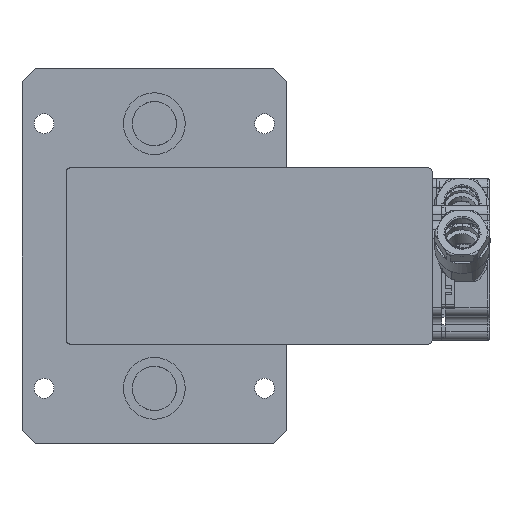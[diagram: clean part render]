
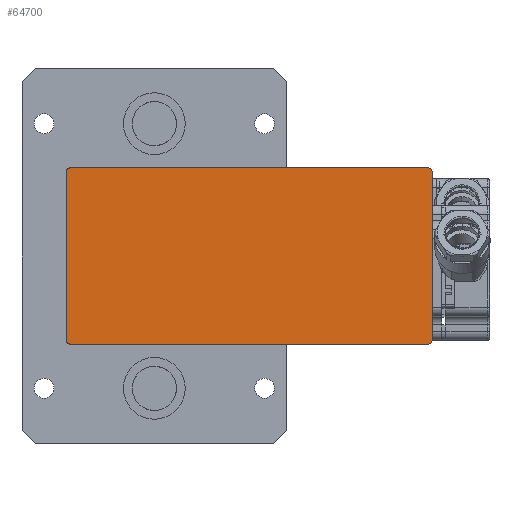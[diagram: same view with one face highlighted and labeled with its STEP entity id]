
A CAD part, front view. The second image highlights one B-rep face of the part: STEP entity #64700.
In plain terms, the highlighted face is planar.
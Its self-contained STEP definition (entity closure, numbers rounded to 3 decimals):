
#604 = VERTEX_POINT ( 'NONE', #31973 ) ;
#1295 = DIRECTION ( 'NONE',  ( -1., 0., 0. ) ) ;
#1706 = CARTESIAN_POINT ( 'NONE',  ( -19., -20., -36. ) ) ;
#1809 = CARTESIAN_POINT ( 'NONE',  ( 19., 62., -36. ) ) ;
#1863 = CARTESIAN_POINT ( 'NONE',  ( -20., -19., -36. ) ) ;
#4376 = VERTEX_POINT ( 'NONE', #18660 ) ;
#5574 = EDGE_CURVE ( 'NONE', #59836, #50211, #31221, .T. ) ;
#5823 = VECTOR ( 'NONE', #31974, 1000. ) ;
#6706 = CARTESIAN_POINT ( 'NONE',  ( -19., -19., -36. ) ) ;
#8284 = ORIENTED_EDGE ( 'NONE', *, *, #5574, .T. ) ;
#9246 = AXIS2_PLACEMENT_3D ( 'NONE', #1809, #18450, #18820 ) ;
#10564 = AXIS2_PLACEMENT_3D ( 'NONE', #50598, #67665, #62228 ) ;
#11805 = PLANE ( 'NONE',  #51984 ) ;
#11843 = CARTESIAN_POINT ( 'NONE',  ( 19., 63., -36. ) ) ;
#12254 = DIRECTION ( 'NONE',  ( 1., 0., 0. ) ) ;
#12873 = LINE ( 'NONE', #17919, #17517 ) ;
#12888 = CIRCLE ( 'NONE', #10564, 1. ) ;
#13265 = DIRECTION ( 'NONE',  ( -1., 0., 0. ) ) ;
#14048 = EDGE_CURVE ( 'NONE', #24875, #68020, #23292, .T. ) ;
#16041 = CARTESIAN_POINT ( 'NONE',  ( 19., -20., -36. ) ) ;
#16368 = ORIENTED_EDGE ( 'NONE', *, *, #47667, .T. ) ;
#17517 = VECTOR ( 'NONE', #23716, 1000. ) ;
#17824 = CARTESIAN_POINT ( 'NONE',  ( 20., -19., -36. ) ) ;
#17919 = CARTESIAN_POINT ( 'NONE',  ( 20., 62., -36. ) ) ;
#17964 = CARTESIAN_POINT ( 'NONE',  ( 19., -19., -36. ) ) ;
#18450 = DIRECTION ( 'NONE',  ( 0., 0., -1. ) ) ;
#18660 = CARTESIAN_POINT ( 'NONE',  ( 19., -20., -36. ) ) ;
#18820 = DIRECTION ( 'NONE',  ( -1., 0., 0. ) ) ;
#18926 = EDGE_CURVE ( 'NONE', #50211, #71622, #12873, .T. ) ;
#19259 = CARTESIAN_POINT ( 'NONE',  ( -20., -19., -36. ) ) ;
#23292 = CIRCLE ( 'NONE', #61562, 1. ) ;
#23716 = DIRECTION ( 'NONE',  ( 0., -1., 0. ) ) ;
#24875 = VERTEX_POINT ( 'NONE', #1706 ) ;
#25460 = EDGE_CURVE ( 'NONE', #4376, #24875, #26943, .T. ) ;
#26943 = LINE ( 'NONE', #16041, #5823 ) ;
#28911 = CARTESIAN_POINT ( 'NONE',  ( -19., 63., -36. ) ) ;
#29778 = VECTOR ( 'NONE', #12254, 1000. ) ;
#30514 = ORIENTED_EDGE ( 'NONE', *, *, #54452, .T. ) ;
#31221 = CIRCLE ( 'NONE', #9246, 1. ) ;
#31582 = CIRCLE ( 'NONE', #37384, 1. ) ;
#31973 = CARTESIAN_POINT ( 'NONE',  ( -20., 62., -36. ) ) ;
#31974 = DIRECTION ( 'NONE',  ( -1., 0., 0. ) ) ;
#34335 = LINE ( 'NONE', #28911, #29778 ) ;
#35916 = CARTESIAN_POINT ( 'NONE',  ( -19., -19., -36. ) ) ;
#36621 = DIRECTION ( 'NONE',  ( -1., 0., 0. ) ) ;
#36983 = DIRECTION ( 'NONE',  ( 0., 0., -1. ) ) ;
#37384 = AXIS2_PLACEMENT_3D ( 'NONE', #17964, #66940, #13265 ) ;
#39862 = EDGE_LOOP ( 'NONE', ( #53370, #30514, #39956, #47228, #8284, #67199, #16368, #61302 ) ) ;
#39956 = ORIENTED_EDGE ( 'NONE', *, *, #43808, .T. ) ;
#43808 = EDGE_CURVE ( 'NONE', #604, #53888, #12888, .T. ) ;
#46490 = LINE ( 'NONE', #19259, #47111 ) ;
#47111 = VECTOR ( 'NONE', #63525, 1000. ) ;
#47228 = ORIENTED_EDGE ( 'NONE', *, *, #54806, .T. ) ;
#47667 = EDGE_CURVE ( 'NONE', #71622, #4376, #31582, .T. ) ;
#50211 = VERTEX_POINT ( 'NONE', #59037 ) ;
#50598 = CARTESIAN_POINT ( 'NONE',  ( -19., 62., -36. ) ) ;
#51984 = AXIS2_PLACEMENT_3D ( 'NONE', #6706, #67953, #1295 ) ;
#53370 = ORIENTED_EDGE ( 'NONE', *, *, #14048, .T. ) ;
#53888 = VERTEX_POINT ( 'NONE', #71233 ) ;
#54452 = EDGE_CURVE ( 'NONE', #68020, #604, #46490, .T. ) ;
#54806 = EDGE_CURVE ( 'NONE', #53888, #59836, #34335, .T. ) ;
#56358 = FACE_OUTER_BOUND ( 'NONE', #39862, .T. ) ;
#59037 = CARTESIAN_POINT ( 'NONE',  ( 20., 62., -36. ) ) ;
#59836 = VERTEX_POINT ( 'NONE', #11843 ) ;
#61302 = ORIENTED_EDGE ( 'NONE', *, *, #25460, .T. ) ;
#61562 = AXIS2_PLACEMENT_3D ( 'NONE', #35916, #36983, #36621 ) ;
#62228 = DIRECTION ( 'NONE',  ( -1., 0., 0. ) ) ;
#63525 = DIRECTION ( 'NONE',  ( 0., 1., 0. ) ) ;
#64700 = ADVANCED_FACE ( 'NONE', ( #56358 ), #11805, .T. ) ;
#66940 = DIRECTION ( 'NONE',  ( 0., 0., -1. ) ) ;
#67199 = ORIENTED_EDGE ( 'NONE', *, *, #18926, .T. ) ;
#67665 = DIRECTION ( 'NONE',  ( 0., 0., -1. ) ) ;
#67953 = DIRECTION ( 'NONE',  ( 0., 0., -1. ) ) ;
#68020 = VERTEX_POINT ( 'NONE', #1863 ) ;
#71233 = CARTESIAN_POINT ( 'NONE',  ( -19., 63., -36. ) ) ;
#71622 = VERTEX_POINT ( 'NONE', #17824 ) ;
